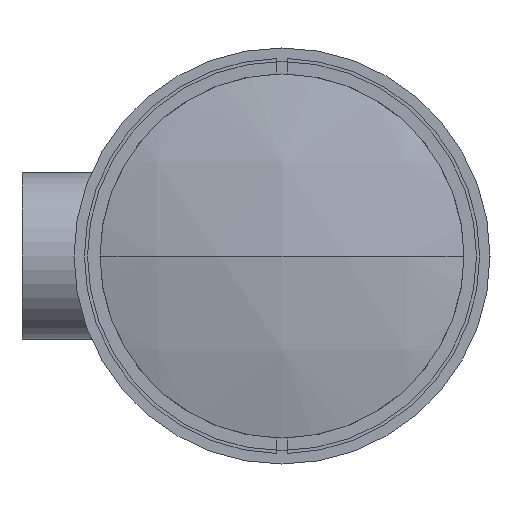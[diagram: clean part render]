
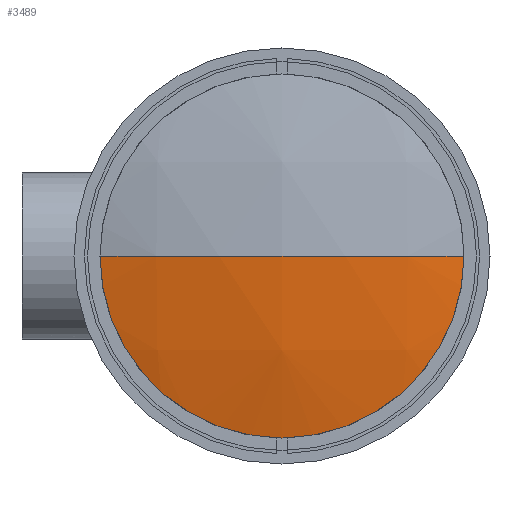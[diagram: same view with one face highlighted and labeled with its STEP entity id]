
A CAD part, left-side view. The second image highlights one B-rep face of the part: STEP entity #3489.
In plain terms, the highlighted spherical face has radius 67.016 mm.
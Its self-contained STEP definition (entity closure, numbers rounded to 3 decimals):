
#42 = EDGE_LOOP ( 'NONE', ( #2475, #1971, #1805 ) ) ;
#59 = CIRCLE ( 'NONE', #509, 67.016 ) ;
#509 = AXIS2_PLACEMENT_3D ( 'NONE', #3104, #1375, #3401 ) ;
#765 = CARTESIAN_POINT ( 'NONE',  ( 3.324, -18., 0. ) ) ;
#1068 = AXIS2_PLACEMENT_3D ( 'NONE', #3006, #2715, #1269 ) ;
#1077 = CARTESIAN_POINT ( 'NONE',  ( 3.324, 0., 0. ) ) ;
#1269 = DIRECTION ( 'NONE',  ( 0., 1., 0. ) ) ;
#1355 = DIRECTION ( 'NONE',  ( 0., 0., 1. ) ) ;
#1375 = DIRECTION ( 'NONE',  ( 0., 0., -1. ) ) ;
#1426 = AXIS2_PLACEMENT_3D ( 'NONE', #1510, #3535, #1796 ) ;
#1510 = CARTESIAN_POINT ( 'NONE',  ( 67.877, 0., 0. ) ) ;
#1700 = VERTEX_POINT ( 'NONE', #2138 ) ;
#1796 = DIRECTION ( 'NONE',  ( 1., 0., 0. ) ) ;
#1805 = ORIENTED_EDGE ( 'NONE', *, *, #3317, .F. ) ;
#1832 = EDGE_CURVE ( 'NONE', #1700, #3043, #3034, .T. ) ;
#1971 = ORIENTED_EDGE ( 'NONE', *, *, #2508, .T. ) ;
#2044 = CARTESIAN_POINT ( 'NONE',  ( 0.861, 0., 0. ) ) ;
#2065 = VERTEX_POINT ( 'NONE', #2044 ) ;
#2071 = AXIS2_PLACEMENT_3D ( 'NONE', #1077, #3089, #1355 ) ;
#2138 = CARTESIAN_POINT ( 'NONE',  ( 3.324, 18., 0. ) ) ;
#2475 = ORIENTED_EDGE ( 'NONE', *, *, #1832, .T. ) ;
#2508 = EDGE_CURVE ( 'NONE', #3043, #2065, #59, .T. ) ;
#2715 = DIRECTION ( 'NONE',  ( 0., 0., -1. ) ) ;
#2976 = CIRCLE ( 'NONE', #1426, 67.016 ) ;
#3006 = CARTESIAN_POINT ( 'NONE',  ( 67.877, 0., 0. ) ) ;
#3034 = CIRCLE ( 'NONE', #2071, 18. ) ;
#3039 = FACE_OUTER_BOUND ( 'NONE', #42, .T. ) ;
#3043 = VERTEX_POINT ( 'NONE', #765 ) ;
#3089 = DIRECTION ( 'NONE',  ( -1., 0., 0. ) ) ;
#3104 = CARTESIAN_POINT ( 'NONE',  ( 67.877, 0., 0. ) ) ;
#3317 = EDGE_CURVE ( 'NONE', #1700, #2065, #2976, .T. ) ;
#3401 = DIRECTION ( 'NONE',  ( 0., 1., 0. ) ) ;
#3489 = ADVANCED_FACE ( 'NONE', ( #3039 ), #3737, .T. ) ;
#3535 = DIRECTION ( 'NONE',  ( 0., 0., 1. ) ) ;
#3737 = SPHERICAL_SURFACE ( 'NONE', #1068, 67.016 ) ;
